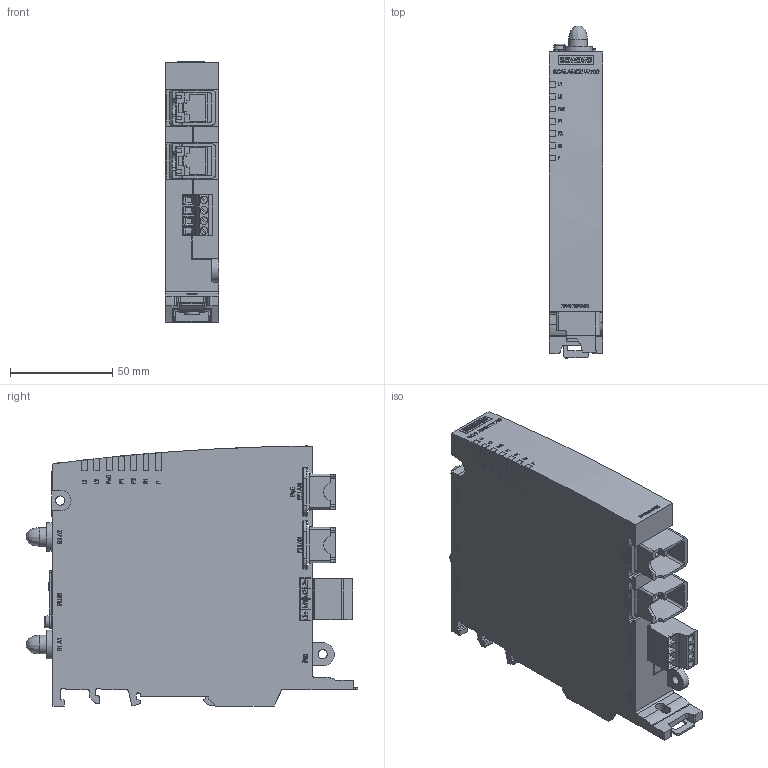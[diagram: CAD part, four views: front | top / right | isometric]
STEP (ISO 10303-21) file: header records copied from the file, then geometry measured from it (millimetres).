
FILE_DESCRIPTION (( 'STEP AP214' ), '1' );
FILE_NAME ('6GK57341FX000AB0_001_STEPn.STEP', '2014-10-28T09:42:56', ( 'temp' ), ( 'Microsoft' ), 'SwSTEP 2.0', 'SolidWorks 2013', '' );
FILE_SCHEMA (( 'AUTOMOTIVE_DESIGN' ));
Length unit declared in the file: millimetre
Products named in the file (8): Klappe; Body; 6GK57341FX000AB0_001_STEPn; Beschriftung; Stecker; PLUG; Adapter; Kappe
Assembly tree (7 placements, depth 2):
  6GK57341FX000AB0_001_STEPn
    Body
    Klappe
    Kappe
    Adapter
    PLUG
    Stecker
    Beschriftung
Bounding box: 26.03 x 161.83 x 126.86 mm (x, y, z)
Volume: 389636.4 mm3; surface area: 68166 mm2
Topology: 7 solids, 100 shells, 1385 faces, 4915 edges, 3727 vertices
Faces by surface type: plane 939, cylinder 317, bspline 92, cone 24, torus 11, sphere 2
Full cylindrical faces by diameter (mm): 1 x2, 1.4 x4, 2.2 x5, 2.8 x4, 3 x6, 3.08 x2, 3.7 x1, 3.783 x3, 4 x2, 4.464 x2, 4.6 x2, 5.3 x2, 5.45 x2, 5.467 x1, 7 x2, 7.5 x2, 9 x2, 14 x2
Entity records: 78080 total; most frequent: CARTESIAN_POINT 23116, ORIENTED_EDGE 8177, DIRECTION 6959, EDGE_CURVE 4794, VERTEX_POINT 3684, LINE 3079, VECTOR 3079, AXIS2_PLACEMENT_3D 1940
